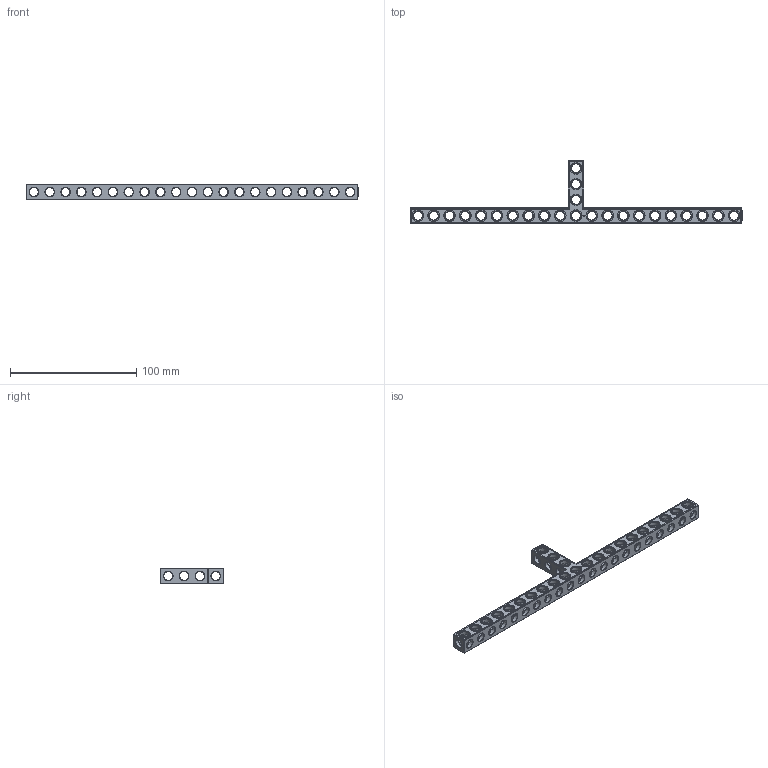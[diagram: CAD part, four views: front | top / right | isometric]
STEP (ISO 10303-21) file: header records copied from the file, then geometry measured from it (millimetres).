
FILE_DESCRIPTION(('FreeCAD Model'),'2;1');
FILE_NAME('Open CASCADE Shape Model','2022-01-29T22:31:05',( 'Paulo Kiefe'),('STEMFIE.org'),'Open CASCADE STEP processor 7.4', 'FreeCAD','Unknown');
FILE_SCHEMA(('AUTOMOTIVE_DESIGN { 1 0 10303 214 1 1 1 1 }'));
Products named in the file (1): Beam_TSH_SYM_ESS_BU21x04x01_-_SPN-BEM-1173_(stemfie.org)
Bounding box: 262.5 x 50 x 12.5 mm (x, y, z)
Volume: 23452.3 mm3; surface area: 21037.9 mm2
Topology: 1 solids, 1 shells, 780 faces, 2351 edges, 1534 vertices
Faces by surface type: plane 415, cylinder 147, extrusion 118, cone 100
Full cylindrical faces by diameter (mm): 6.98 x22, 7 x101, 9.2 x24
Entity records: 101011 total; most frequent: CARTESIAN_POINT 57065, DIRECTION 7089, VECTOR 4765, ORIENTED_EDGE 4702, PCURVE 4702, DEFINITIONAL_REPRESENTATION 4702, LINE 4647, EDGE_CURVE 2351
